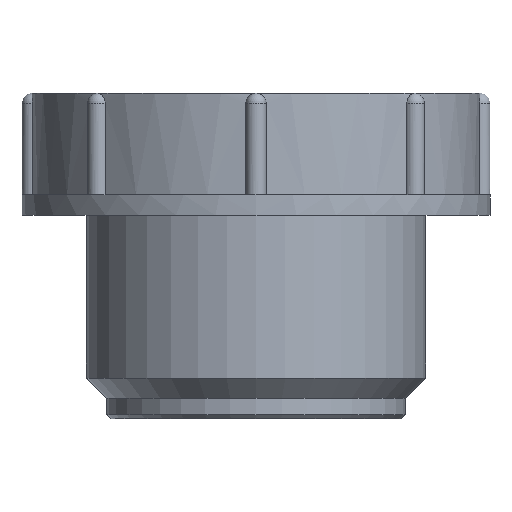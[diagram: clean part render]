
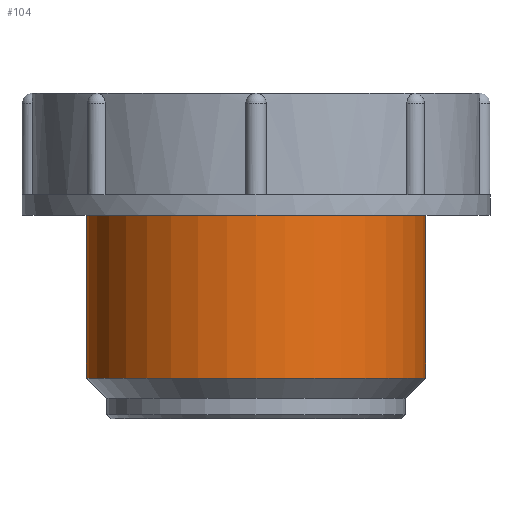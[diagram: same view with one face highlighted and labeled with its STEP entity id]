
A CAD part, front view. The second image highlights one B-rep face of the part: STEP entity #104.
In plain terms, the highlighted cylindrical face has radius 8.331 mm (diameter 16.662 mm), a full revolution.
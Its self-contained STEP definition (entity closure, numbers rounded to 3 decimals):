
#104 = ADVANCED_FACE( '', ( #243, #244 ), #245, .T. );
#243 = FACE_OUTER_BOUND( '', #416, .T. );
#244 = FACE_OUTER_BOUND( '', #417, .T. );
#245 = CYLINDRICAL_SURFACE( '', #418, 8.331 );
#416 = EDGE_LOOP( '', ( #656 ) );
#417 = EDGE_LOOP( '', ( #657 ) );
#418 = AXIS2_PLACEMENT_3D( '', #658, #659, #660 );
#656 = ORIENTED_EDGE( '', *, *, #1038, .T. );
#657 = ORIENTED_EDGE( '', *, *, #1013, .F. );
#658 = CARTESIAN_POINT( '', ( 0., 0., 57.15 ) );
#659 = DIRECTION( '', ( 0., 0., -1. ) );
#660 = DIRECTION( '', ( 1., 0., 0. ) );
#1013 = EDGE_CURVE( '', #1210, #1210, #1211, .T. );
#1038 = EDGE_CURVE( '', #1245, #1245, #1246, .T. );
#1210 = VERTEX_POINT( '', #1465 );
#1211 = CIRCLE( '', #1466, 8.331 );
#1245 = VERTEX_POINT( '', #1521 );
#1246 = CIRCLE( '', #1522, 8.331 );
#1465 = CARTESIAN_POINT( '', ( 8.331, 0., 0. ) );
#1466 = AXIS2_PLACEMENT_3D( '', #1808, #1809, #1810 );
#1521 = CARTESIAN_POINT( '', ( 8.331, 0., -7.999 ) );
#1522 = AXIS2_PLACEMENT_3D( '', #1848, #1849, #1850 );
#1808 = CARTESIAN_POINT( '', ( 0., 0., 0. ) );
#1809 = DIRECTION( '', ( 0., 0., 1. ) );
#1810 = DIRECTION( '', ( 1., 0., 0. ) );
#1848 = CARTESIAN_POINT( '', ( 0., 0., -7.999 ) );
#1849 = DIRECTION( '', ( 0., 0., 1. ) );
#1850 = DIRECTION( '', ( 1., 0., 0. ) );
